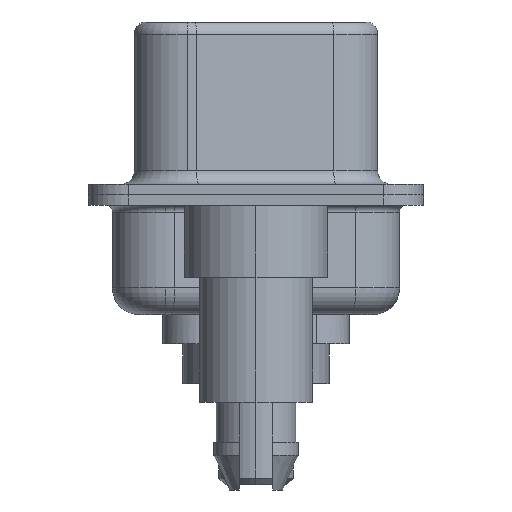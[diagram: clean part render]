
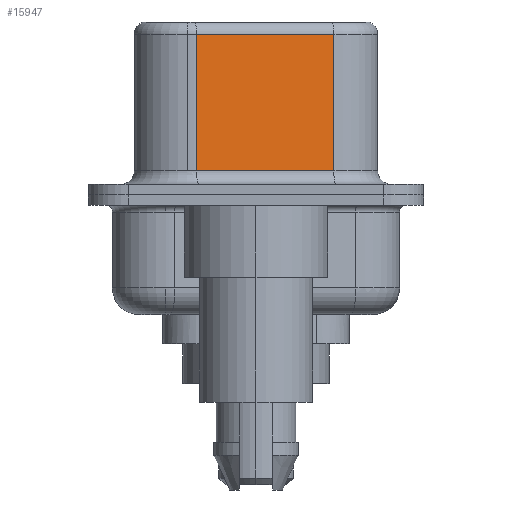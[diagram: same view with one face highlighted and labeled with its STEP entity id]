
A CAD part, left-side view. The second image highlights one B-rep face of the part: STEP entity #15947.
In plain terms, the highlighted planar face has unit normal (-0.985, -0.174, 0).
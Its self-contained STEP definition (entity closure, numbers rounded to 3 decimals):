
#63 = PLANE ( 'NONE',  #1820 ) ;
#216 = CARTESIAN_POINT ( 'NONE',  ( 4.565, -2.927, 6.02 ) ) ;
#675 = EDGE_CURVE ( 'NONE', #18750, #7654, #14289, .T. ) ;
#1234 = VERTEX_POINT ( 'NONE', #14041 ) ;
#1718 = CARTESIAN_POINT ( 'NONE',  ( 4.565, -2.927, 6.52 ) ) ;
#1760 = LINE ( 'NONE', #4054, #13964 ) ;
#1820 = AXIS2_PLACEMENT_3D ( 'NONE', #1718, #3283, #14429 ) ;
#3283 = DIRECTION ( 'NONE',  ( 0.985, 0.174, 0. ) ) ;
#4054 = CARTESIAN_POINT ( 'NONE',  ( 3.655, 2.233, 6.52 ) ) ;
#4064 = VECTOR ( 'NONE', #9054, 1000. ) ;
#4409 = FACE_OUTER_BOUND ( 'NONE', #5059, .T. ) ;
#4849 = CARTESIAN_POINT ( 'NONE',  ( 3.655, 2.233, 0.9 ) ) ;
#5059 = EDGE_LOOP ( 'NONE', ( #11738, #19838, #16244, #19877 ) ) ;
#5141 = EDGE_CURVE ( 'NONE', #1234, #18750, #1760, .T. ) ;
#5887 = DIRECTION ( 'NONE',  ( 0., 0., -1. ) ) ;
#6722 = CARTESIAN_POINT ( 'NONE',  ( 4.565, -2.927, 0.9 ) ) ;
#7654 = VERTEX_POINT ( 'NONE', #6722 ) ;
#9054 = DIRECTION ( 'NONE',  ( 0., 0., -1. ) ) ;
#9294 = EDGE_CURVE ( 'NONE', #17572, #1234, #19731, .T. ) ;
#9643 = CARTESIAN_POINT ( 'NONE',  ( 4.565, -2.927, 0.9 ) ) ;
#9707 = DIRECTION ( 'NONE',  ( 0.174, -0.985, 0. ) ) ;
#11399 = EDGE_CURVE ( 'NONE', #17572, #7654, #15712, .T. ) ;
#11412 = VECTOR ( 'NONE', #16462, 1000. ) ;
#11738 = ORIENTED_EDGE ( 'NONE', *, *, #11399, .F. ) ;
#13964 = VECTOR ( 'NONE', #5887, 1000. ) ;
#14041 = CARTESIAN_POINT ( 'NONE',  ( 3.655, 2.233, 6.02 ) ) ;
#14289 = LINE ( 'NONE', #9643, #18395 ) ;
#14429 = DIRECTION ( 'NONE',  ( -0.174, 0.985, 0. ) ) ;
#14909 = CARTESIAN_POINT ( 'NONE',  ( 4.565, -2.927, 6.02 ) ) ;
#15712 = LINE ( 'NONE', #20053, #4064 ) ;
#15947 = ADVANCED_FACE ( 'NONE', ( #4409 ), #63, .F. ) ;
#16244 = ORIENTED_EDGE ( 'NONE', *, *, #5141, .T. ) ;
#16462 = DIRECTION ( 'NONE',  ( -0.174, 0.985, 0. ) ) ;
#17572 = VERTEX_POINT ( 'NONE', #216 ) ;
#18395 = VECTOR ( 'NONE', #9707, 1000. ) ;
#18750 = VERTEX_POINT ( 'NONE', #4849 ) ;
#19731 = LINE ( 'NONE', #14909, #11412 ) ;
#19838 = ORIENTED_EDGE ( 'NONE', *, *, #9294, .T. ) ;
#19877 = ORIENTED_EDGE ( 'NONE', *, *, #675, .T. ) ;
#20053 = CARTESIAN_POINT ( 'NONE',  ( 4.565, -2.927, 6.52 ) ) ;
